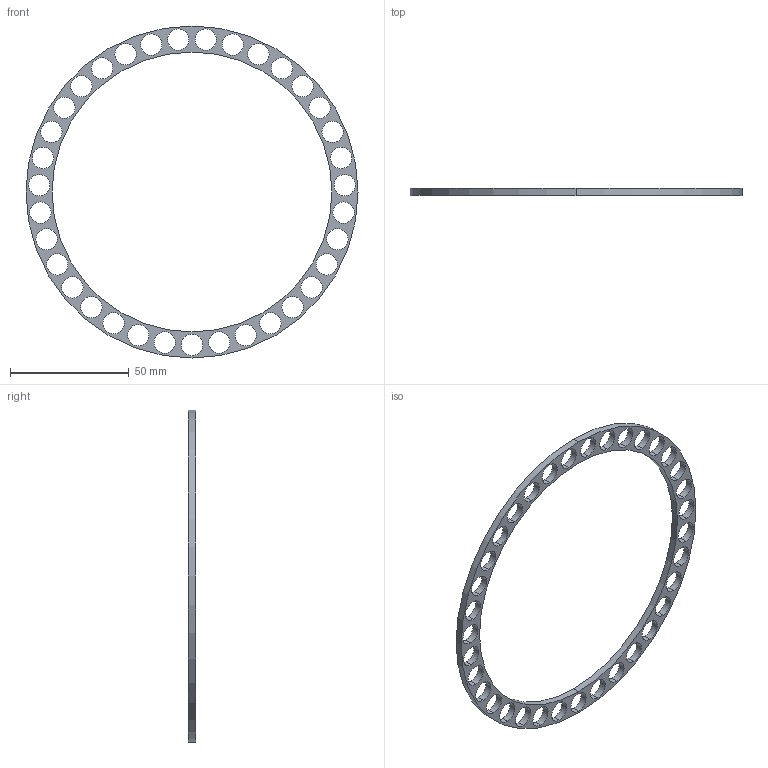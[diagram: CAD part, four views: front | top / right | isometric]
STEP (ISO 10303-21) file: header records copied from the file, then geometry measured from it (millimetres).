
FILE_DESCRIPTION (( 'STEP AP203' ), '1' );
FILE_NAME ('rodamiento_Predeterminado_sldprt.STEP', '2020-06-24T19:49:39', ( '' ), ( '' ), 'SwSTEP 2.0', 'SolidWorks 2020', '' );
FILE_SCHEMA (( 'CONFIG_CONTROL_DESIGN' ));
Length unit declared in the file: millimetre
Products named in the file (1): rodamiento_Predeterminado_sldprt
Bounding box: 140 x 3 x 140 mm (x, y, z)
Volume: 6693.9 mm3; surface area: 9863 mm2
Topology: 1 solids, 1 shells, 76 faces, 222 edges, 148 vertices
Faces by surface type: cylinder 74, plane 2
Entity records: 2835 total; most frequent: DIRECTION 524, CARTESIAN_POINT 447, ORIENTED_EDGE 444, AXIS2_PLACEMENT_3D 225, EDGE_CURVE 222, CIRCLE 148, VERTEX_POINT 148, EDGE_LOOP 148
